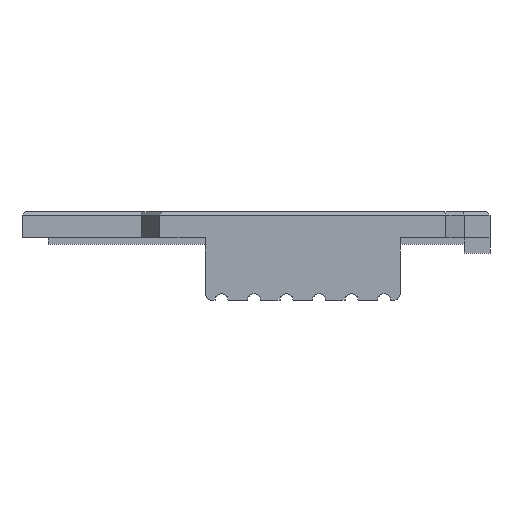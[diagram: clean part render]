
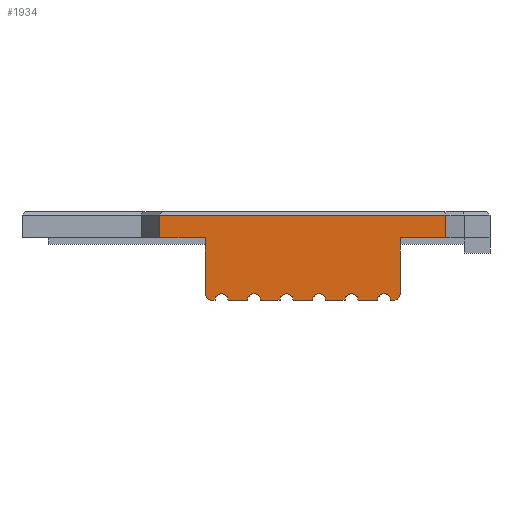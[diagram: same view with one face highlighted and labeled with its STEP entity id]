
A CAD part, left-side view. The second image highlights one B-rep face of the part: STEP entity #1934.
In plain terms, the highlighted planar face has unit normal (-1, 0, 0).
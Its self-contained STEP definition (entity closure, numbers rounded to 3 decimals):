
#744 = VERTEX_POINT('',#745);
#745 = CARTESIAN_POINT('',(-44.5,14.8,25.5));
#792 = VERTEX_POINT('',#793);
#793 = CARTESIAN_POINT('',(-44.5,-29.2,25.5));
#799 = EDGE_CURVE('',#744,#792,#800,.T.);
#800 = LINE('',#801,#802);
#801 = CARTESIAN_POINT('',(-44.5,14.8,25.5));
#802 = VECTOR('',#803,1.);
#803 = DIRECTION('',(0.,-1.,0.));
#1892 = EDGE_CURVE('',#1893,#744,#1895,.T.);
#1893 = VERTEX_POINT('',#1894);
#1894 = CARTESIAN_POINT('',(-44.5,14.8,22.));
#1895 = LINE('',#1896,#1897);
#1896 = CARTESIAN_POINT('',(-44.5,14.8,22.));
#1897 = VECTOR('',#1898,1.);
#1898 = DIRECTION('',(0.,0.,1.));
#1934 = ADVANCED_FACE('',(#1935),#2105,.T.);
#1935 = FACE_BOUND('',#1936,.T.);
#1936 = EDGE_LOOP('',(#1937,#1938,#1946,#1954,#1963,#1971,#1980,#1988,
    #1997,#2005,#2014,#2022,#2031,#2039,#2048,#2056,#2065,#2073,#2082,
    #2090,#2098,#2104));
#1937 = ORIENTED_EDGE('',*,*,#1892,.F.);
#1938 = ORIENTED_EDGE('',*,*,#1939,.T.);
#1939 = EDGE_CURVE('',#1893,#1940,#1942,.T.);
#1940 = VERTEX_POINT('',#1941);
#1941 = CARTESIAN_POINT('',(-44.5,7.8,22.));
#1942 = LINE('',#1943,#1944);
#1943 = CARTESIAN_POINT('',(-44.5,14.8,22.));
#1944 = VECTOR('',#1945,1.);
#1945 = DIRECTION('',(0.,-1.,0.));
#1946 = ORIENTED_EDGE('',*,*,#1947,.F.);
#1947 = EDGE_CURVE('',#1948,#1940,#1950,.T.);
#1948 = VERTEX_POINT('',#1949);
#1949 = CARTESIAN_POINT('',(-44.5,7.8,13.4));
#1950 = LINE('',#1951,#1952);
#1951 = CARTESIAN_POINT('',(-44.5,7.8,13.4));
#1952 = VECTOR('',#1953,1.);
#1953 = DIRECTION('',(0.,0.,1.));
#1954 = ORIENTED_EDGE('',*,*,#1955,.T.);
#1955 = EDGE_CURVE('',#1948,#1956,#1958,.T.);
#1956 = VERTEX_POINT('',#1957);
#1957 = CARTESIAN_POINT('',(-44.5,6.8,12.4));
#1958 = CIRCLE('',#1959,1.);
#1959 = AXIS2_PLACEMENT_3D('',#1960,#1961,#1962);
#1960 = CARTESIAN_POINT('',(-44.5,6.8,13.4));
#1961 = DIRECTION('',(-1.,0.,0.));
#1962 = DIRECTION('',(0.,-1.,0.));
#1963 = ORIENTED_EDGE('',*,*,#1964,.T.);
#1964 = EDGE_CURVE('',#1956,#1965,#1967,.T.);
#1965 = VERTEX_POINT('',#1966);
#1966 = CARTESIAN_POINT('',(-44.5,6.3,12.4));
#1967 = LINE('',#1968,#1969);
#1968 = CARTESIAN_POINT('',(-44.5,6.8,12.4));
#1969 = VECTOR('',#1970,1.);
#1970 = DIRECTION('',(0.,-1.,0.));
#1971 = ORIENTED_EDGE('',*,*,#1972,.F.);
#1972 = EDGE_CURVE('',#1973,#1965,#1975,.T.);
#1973 = VERTEX_POINT('',#1974);
#1974 = CARTESIAN_POINT('',(-44.5,4.3,12.4));
#1975 = CIRCLE('',#1976,1.);
#1976 = AXIS2_PLACEMENT_3D('',#1977,#1978,#1979);
#1977 = CARTESIAN_POINT('',(-44.5,5.3,12.4));
#1978 = DIRECTION('',(-1.,0.,0.));
#1979 = DIRECTION('',(0.,-1.,0.));
#1980 = ORIENTED_EDGE('',*,*,#1981,.T.);
#1981 = EDGE_CURVE('',#1973,#1982,#1984,.T.);
#1982 = VERTEX_POINT('',#1983);
#1983 = CARTESIAN_POINT('',(-44.5,1.3,12.4));
#1984 = LINE('',#1985,#1986);
#1985 = CARTESIAN_POINT('',(-44.5,6.8,12.4));
#1986 = VECTOR('',#1987,1.);
#1987 = DIRECTION('',(0.,-1.,0.));
#1988 = ORIENTED_EDGE('',*,*,#1989,.F.);
#1989 = EDGE_CURVE('',#1990,#1982,#1992,.T.);
#1990 = VERTEX_POINT('',#1991);
#1991 = CARTESIAN_POINT('',(-44.5,-0.7,12.4));
#1992 = CIRCLE('',#1993,1.);
#1993 = AXIS2_PLACEMENT_3D('',#1994,#1995,#1996);
#1994 = CARTESIAN_POINT('',(-44.5,0.3,12.4));
#1995 = DIRECTION('',(-1.,0.,0.));
#1996 = DIRECTION('',(0.,-1.,0.));
#1997 = ORIENTED_EDGE('',*,*,#1998,.T.);
#1998 = EDGE_CURVE('',#1990,#1999,#2001,.T.);
#1999 = VERTEX_POINT('',#2000);
#2000 = CARTESIAN_POINT('',(-44.5,-3.7,12.4));
#2001 = LINE('',#2002,#2003);
#2002 = CARTESIAN_POINT('',(-44.5,6.8,12.4));
#2003 = VECTOR('',#2004,1.);
#2004 = DIRECTION('',(0.,-1.,0.));
#2005 = ORIENTED_EDGE('',*,*,#2006,.F.);
#2006 = EDGE_CURVE('',#2007,#1999,#2009,.T.);
#2007 = VERTEX_POINT('',#2008);
#2008 = CARTESIAN_POINT('',(-44.5,-5.7,12.4));
#2009 = CIRCLE('',#2010,1.);
#2010 = AXIS2_PLACEMENT_3D('',#2011,#2012,#2013);
#2011 = CARTESIAN_POINT('',(-44.5,-4.7,12.4));
#2012 = DIRECTION('',(-1.,0.,0.));
#2013 = DIRECTION('',(0.,-1.,0.));
#2014 = ORIENTED_EDGE('',*,*,#2015,.T.);
#2015 = EDGE_CURVE('',#2007,#2016,#2018,.T.);
#2016 = VERTEX_POINT('',#2017);
#2017 = CARTESIAN_POINT('',(-44.5,-8.7,12.4));
#2018 = LINE('',#2019,#2020);
#2019 = CARTESIAN_POINT('',(-44.5,6.8,12.4));
#2020 = VECTOR('',#2021,1.);
#2021 = DIRECTION('',(0.,-1.,0.));
#2022 = ORIENTED_EDGE('',*,*,#2023,.F.);
#2023 = EDGE_CURVE('',#2024,#2016,#2026,.T.);
#2024 = VERTEX_POINT('',#2025);
#2025 = CARTESIAN_POINT('',(-44.5,-10.7,12.4));
#2026 = CIRCLE('',#2027,1.);
#2027 = AXIS2_PLACEMENT_3D('',#2028,#2029,#2030);
#2028 = CARTESIAN_POINT('',(-44.5,-9.7,12.4));
#2029 = DIRECTION('',(-1.,0.,0.));
#2030 = DIRECTION('',(0.,-1.,0.));
#2031 = ORIENTED_EDGE('',*,*,#2032,.T.);
#2032 = EDGE_CURVE('',#2024,#2033,#2035,.T.);
#2033 = VERTEX_POINT('',#2034);
#2034 = CARTESIAN_POINT('',(-44.5,-13.7,12.4));
#2035 = LINE('',#2036,#2037);
#2036 = CARTESIAN_POINT('',(-44.5,6.8,12.4));
#2037 = VECTOR('',#2038,1.);
#2038 = DIRECTION('',(0.,-1.,0.));
#2039 = ORIENTED_EDGE('',*,*,#2040,.F.);
#2040 = EDGE_CURVE('',#2041,#2033,#2043,.T.);
#2041 = VERTEX_POINT('',#2042);
#2042 = CARTESIAN_POINT('',(-44.5,-15.7,12.4));
#2043 = CIRCLE('',#2044,1.);
#2044 = AXIS2_PLACEMENT_3D('',#2045,#2046,#2047);
#2045 = CARTESIAN_POINT('',(-44.5,-14.7,12.4));
#2046 = DIRECTION('',(-1.,0.,0.));
#2047 = DIRECTION('',(0.,-1.,0.));
#2048 = ORIENTED_EDGE('',*,*,#2049,.T.);
#2049 = EDGE_CURVE('',#2041,#2050,#2052,.T.);
#2050 = VERTEX_POINT('',#2051);
#2051 = CARTESIAN_POINT('',(-44.5,-18.7,12.4));
#2052 = LINE('',#2053,#2054);
#2053 = CARTESIAN_POINT('',(-44.5,6.8,12.4));
#2054 = VECTOR('',#2055,1.);
#2055 = DIRECTION('',(0.,-1.,0.));
#2056 = ORIENTED_EDGE('',*,*,#2057,.F.);
#2057 = EDGE_CURVE('',#2058,#2050,#2060,.T.);
#2058 = VERTEX_POINT('',#2059);
#2059 = CARTESIAN_POINT('',(-44.5,-20.7,12.4));
#2060 = CIRCLE('',#2061,1.);
#2061 = AXIS2_PLACEMENT_3D('',#2062,#2063,#2064);
#2062 = CARTESIAN_POINT('',(-44.5,-19.7,12.4));
#2063 = DIRECTION('',(-1.,0.,0.));
#2064 = DIRECTION('',(0.,-1.,0.));
#2065 = ORIENTED_EDGE('',*,*,#2066,.T.);
#2066 = EDGE_CURVE('',#2058,#2067,#2069,.T.);
#2067 = VERTEX_POINT('',#2068);
#2068 = CARTESIAN_POINT('',(-44.5,-21.2,12.4));
#2069 = LINE('',#2070,#2071);
#2070 = CARTESIAN_POINT('',(-44.5,6.8,12.4));
#2071 = VECTOR('',#2072,1.);
#2072 = DIRECTION('',(0.,-1.,0.));
#2073 = ORIENTED_EDGE('',*,*,#2074,.T.);
#2074 = EDGE_CURVE('',#2067,#2075,#2077,.T.);
#2075 = VERTEX_POINT('',#2076);
#2076 = CARTESIAN_POINT('',(-44.5,-22.2,13.4));
#2077 = CIRCLE('',#2078,1.);
#2078 = AXIS2_PLACEMENT_3D('',#2079,#2080,#2081);
#2079 = CARTESIAN_POINT('',(-44.5,-21.2,13.4));
#2080 = DIRECTION('',(-1.,0.,0.));
#2081 = DIRECTION('',(0.,-1.,0.));
#2082 = ORIENTED_EDGE('',*,*,#2083,.F.);
#2083 = EDGE_CURVE('',#2084,#2075,#2086,.T.);
#2084 = VERTEX_POINT('',#2085);
#2085 = CARTESIAN_POINT('',(-44.5,-22.2,22.));
#2086 = LINE('',#2087,#2088);
#2087 = CARTESIAN_POINT('',(-44.5,-22.2,22.));
#2088 = VECTOR('',#2089,1.);
#2089 = DIRECTION('',(0.,0.,-1.));
#2090 = ORIENTED_EDGE('',*,*,#2091,.T.);
#2091 = EDGE_CURVE('',#2084,#2092,#2094,.T.);
#2092 = VERTEX_POINT('',#2093);
#2093 = CARTESIAN_POINT('',(-44.5,-29.2,22.));
#2094 = LINE('',#2095,#2096);
#2095 = CARTESIAN_POINT('',(-44.5,14.8,22.));
#2096 = VECTOR('',#2097,1.);
#2097 = DIRECTION('',(0.,-1.,0.));
#2098 = ORIENTED_EDGE('',*,*,#2099,.T.);
#2099 = EDGE_CURVE('',#2092,#792,#2100,.T.);
#2100 = LINE('',#2101,#2102);
#2101 = CARTESIAN_POINT('',(-44.5,-29.2,22.));
#2102 = VECTOR('',#2103,1.);
#2103 = DIRECTION('',(0.,0.,1.));
#2104 = ORIENTED_EDGE('',*,*,#799,.F.);
#2105 = PLANE('',#2106);
#2106 = AXIS2_PLACEMENT_3D('',#2107,#2108,#2109);
#2107 = CARTESIAN_POINT('',(-44.5,-7.2,20.116));
#2108 = DIRECTION('',(-1.,-0.,0.));
#2109 = DIRECTION('',(0.,0.,-1.));
